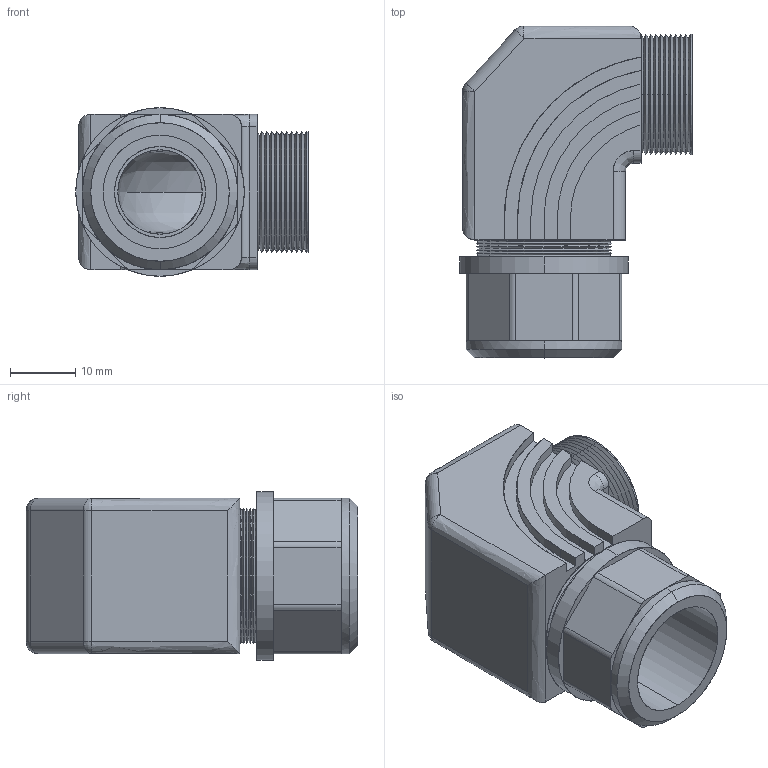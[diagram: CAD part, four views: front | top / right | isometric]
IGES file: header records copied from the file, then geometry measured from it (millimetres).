
Start section: SolidWorks IGES file using analytic representation for surfaces
Global section: file name: ET11AA-BK.IGS; native system: SolidWorks 2008; preprocessor: SolidWorks 2008; author: Owner; date: 100525.174157; units: inch
Bounding box: 35.74 x 51 x 25.91 mm (x, y, z)
Surface area: 10326.3 mm2 (no closed solid volume)
Topology: 0 solids, 0 shells, 201 faces, 1950 edges, 1946 vertices
Faces by surface type: revolution 137, bspline 64
